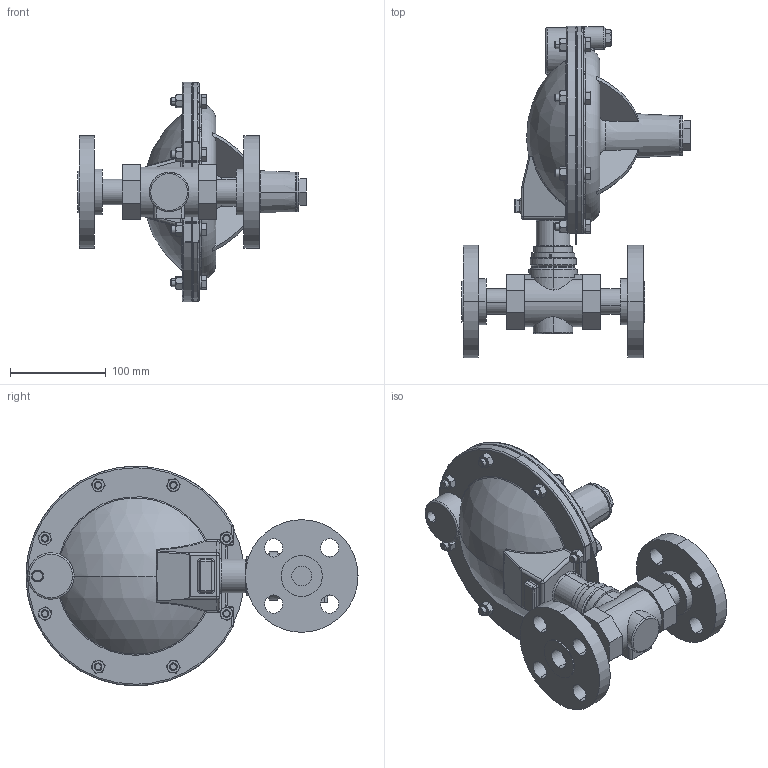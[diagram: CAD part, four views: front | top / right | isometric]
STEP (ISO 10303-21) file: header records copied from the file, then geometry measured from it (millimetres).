
FILE_DESCRIPTION (( 'STEP AP203' ), '1' );
FILE_NAME ('608BP-075-CS+S6-F3.STEP', '2017-09-06T19:48:52', ( '' ), ( '' ), 'SwSTEP 2.0', 'SolidWorks 2014', '' );
FILE_SCHEMA (( 'CONFIG_CONTROL_DESIGN' ));
Length unit declared in the file: inch
Products named in the file (1): 608BP-075-CS+S6-F3
Bounding box: 238.15 x 345.85 x 228.6 mm (x, y, z)
Volume: 2606584.5 mm3; surface area: 248321.8 mm2
Topology: 1 solids, 1 shells, 725 faces, 1743 edges, 1049 vertices
Faces by surface type: plane 288, cylinder 187, cone 176, torus 45, sphere 16, bspline 13
Entity records: 23580 total; most frequent: CARTESIAN_POINT 7041, ORIENTED_EDGE 3456, DIRECTION 3427, EDGE_CURVE 1728, AXIS2_PLACEMENT_3D 1393, VERTEX_POINT 1049, EDGE_LOOP 807, FACE_OUTER_BOUND 725
